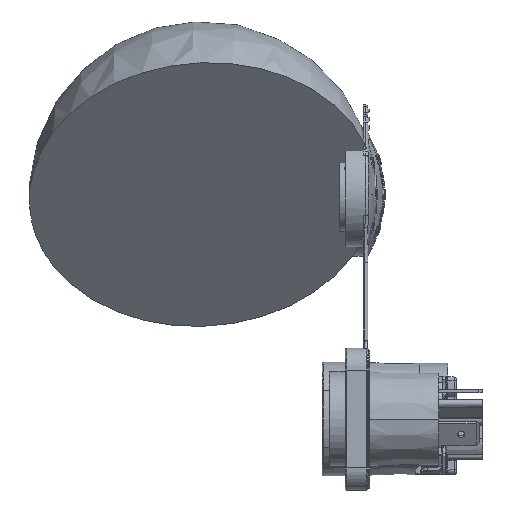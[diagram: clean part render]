
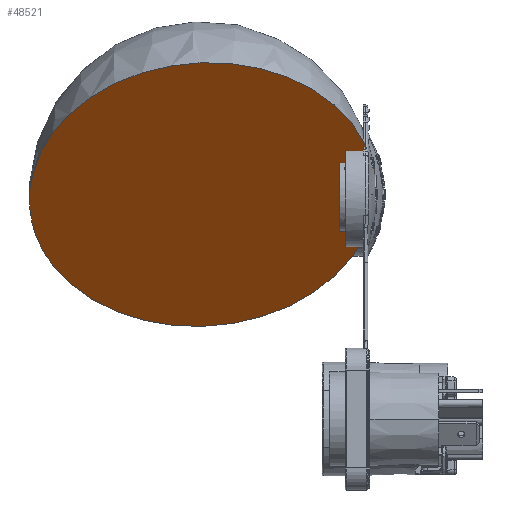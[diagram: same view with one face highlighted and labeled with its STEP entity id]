
A CAD part, left-side view. The second image highlights one B-rep face of the part: STEP entity #48521.
In plain terms, the highlighted planar face has unit normal (0.76, 0.046, 0.649).
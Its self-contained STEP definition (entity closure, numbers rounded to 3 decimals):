
#7939=CARTESIAN_POINT('',(-88.972,-3.928,
66.924));
#10213=CARTESIAN_POINT('',(-85.669,38.646,
60.062));
#10214=DIRECTION('',(-0.76,-0.046,-0.649));
#10215=DIRECTION('',(-0.077,-0.984,0.159));
#10216=AXIS2_PLACEMENT_3D('',#10213,#10214,#10215);
#11399=CARTESIAN_POINT('',(-85.669,38.646,
60.062));
#11400=DIRECTION('',(0.76,0.046,0.649));
#11401=DIRECTION('',(-0.077,-0.984,0.159));
#11402=AXIS2_PLACEMENT_3D('',#11399,#11400,#11401);
#11404=DIRECTION('',(-0.077,-0.984,0.159));
#11405=VECTOR('',#11404,0.3);
#11406=CARTESIAN_POINT('',(-88.972,-3.928,
66.924));
#11407=LINE('',#11406,#11405);
#11408=DIRECTION('',(0.087,0.982,-0.17));
#11409=VECTOR('',#11408,0.3);
#11410=CARTESIAN_POINT('',(-89.441,-4.1,
67.486));
#11411=LINE('',#11410,#11409);
#11609=CARTESIAN_POINT('',(-85.669,38.646,
60.062));
#11610=DIRECTION('',(0.76,0.046,0.649));
#11611=DIRECTION('',(-0.087,-0.982,0.17));
#11612=AXIS2_PLACEMENT_3D('',#11609,#11610,#11611);
#33171=VERTEX_POINT('',#7939);
#33172=CARTESIAN_POINT('',(-89.415,-3.806,
67.435));
#33173=VERTEX_POINT('',#33172);
#33386=CARTESIAN_POINT('',(-88.972,-3.928,
66.924));
#33387=VERTEX_POINT('',#33386);
#34601=CARTESIAN_POINT('',(-88.995,-4.224,
66.972));
#34602=VERTEX_POINT('',#34601);
#34623=CARTESIAN_POINT('',(-89.441,-4.1,
67.486));
#34624=VERTEX_POINT('',#34623);
#48506=CARTESIAN_POINT('',(-89.203,-4.017,
67.201));
#48507=DIRECTION('',(0.76,0.046,0.649));
#48508=DIRECTION('',(0.645,-0.186,-0.742));
#48509=AXIS2_PLACEMENT_3D('',#48506,#48507,#48508);
#48510=PLANE('',#48509);
#48511=ORIENTED_EDGE('',*,*,#46678,.F.);
#48512=ORIENTED_EDGE('',*,*,#43800,.T.);
#48514=ORIENTED_EDGE('',*,*,#48513,.T.);
#48516=ORIENTED_EDGE('',*,*,#48515,.F.);
#48518=ORIENTED_EDGE('',*,*,#48517,.T.);
#48519=EDGE_LOOP('',(#48511,#48512,#48514,#48516,#48518));
#48520=FACE_OUTER_BOUND('',#48519,.F.);
#48521=ADVANCED_FACE('',(#48520),#48510,.T.);
#10217=CIRCLE('',#10216,43.25);
#11403=CIRCLE('',#11402,43.25);
#11613=CIRCLE('',#11612,43.55);
#43800=EDGE_CURVE('',#33171,#33387,#11403,.T.);
#46678=EDGE_CURVE('',#33171,#33173,#10217,.T.);
#48513=EDGE_CURVE('',#33387,#34602,#11407,.T.);
#48515=EDGE_CURVE('',#34624,#34602,#11613,.T.);
#48517=EDGE_CURVE('',#34624,#33173,#11411,.T.);
